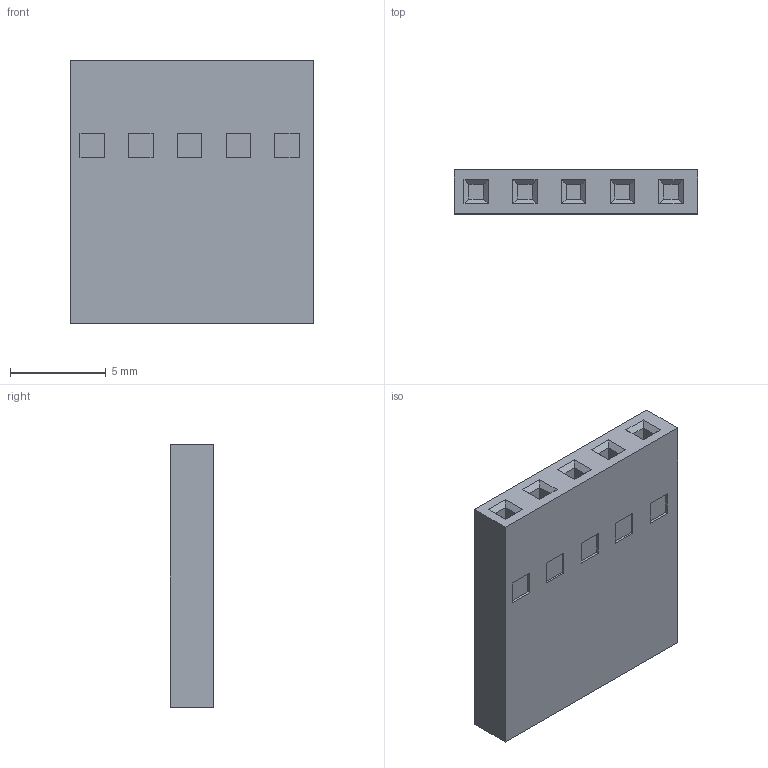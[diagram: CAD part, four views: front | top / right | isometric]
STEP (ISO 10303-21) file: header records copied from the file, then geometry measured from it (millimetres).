
FILE_DESCRIPTION(/* description */ (''),/* implementation_level */ '2;1');
FILE_NAME(/* name */ 'Five Pin Plug.ipt.stp',/* time_stamp */ '2014-02-26T18:18:01-05:00',/* author */ ('Spooner'),/* organization */ (''),/* preprocessor_version */ 'ST-DEVELOPER v15.2',/* originating_system */ 'Autodesk Inventor 2014',/* authorisation */ '');
FILE_SCHEMA (('AUTOMOTIVE_DESIGN { 1 0 10303 214 3 1 1 }'));
Length unit declared in the file: inch
Products named in the file (1): Five Pin Plug
Bounding box: 12.7 x 2.29 x 13.72 mm (x, y, z)
Volume: 359.2 mm3; surface area: 669 mm2
Topology: 1 solids, 1 shells, 86 faces, 187 edges, 118 vertices
Faces by surface type: plane 81, cylinder 5
Full cylindrical faces by diameter (mm): 0.467 x5
Entity records: 2291 total; most frequent: CARTESIAN_POINT 387, DIRECTION 366, ORIENTED_EDGE 364, EDGE_CURVE 182, LINE 172, VECTOR 172, VERTEX_POINT 118, EDGE_LOOP 106
